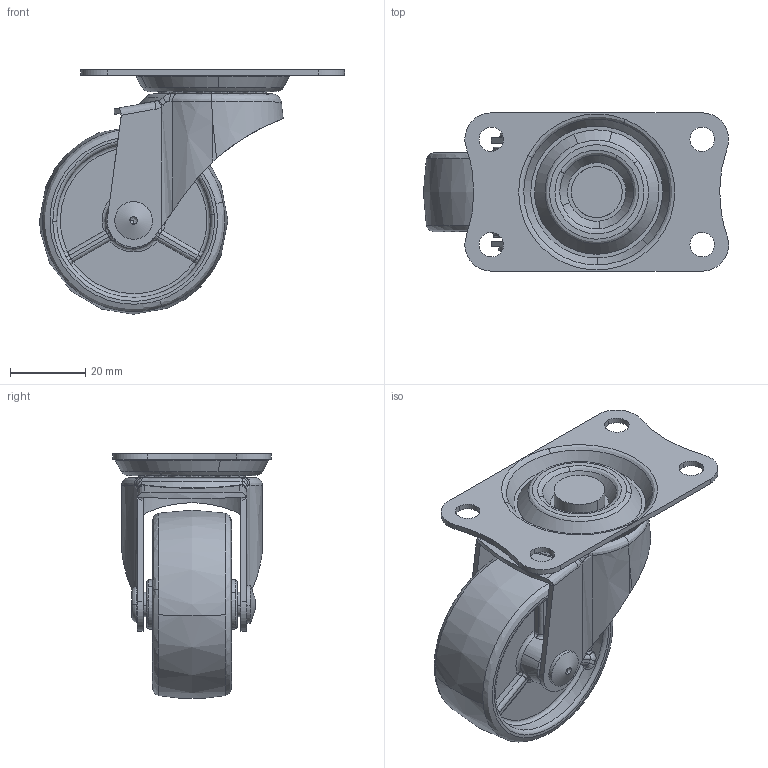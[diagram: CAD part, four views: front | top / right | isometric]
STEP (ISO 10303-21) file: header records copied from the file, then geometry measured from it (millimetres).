
FILE_DESCRIPTION((''),'2;1');
FILE_NAME('','2005-12-16T10:23:33',(''),(''),'','CADfix','');
FILE_SCHEMA(('AUTOMOTIVE_DESIGN'));
Length unit declared in the file: millimetre
Products named in the file (6): body; wheel; mounting plate; main shaft; axle; 320E_N50_2101_36
Assembly tree (5 placements, depth 2):
  320E_N50_2101_36
    body
    wheel
    mounting plate
    main shaft
    axle
Bounding box: 80.99 x 42 x 64.91 mm (x, y, z)
Volume: 42120.4 mm3; surface area: 25441.7 mm2
Topology: 5 solids, 5 shells, 326 faces, 947 edges, 660 vertices
Faces by surface type: bspline 326
Entity records: 18869 total; most frequent: CARTESIAN_POINT 13656, ORIENTED_EDGE 1886, EDGE_CURVE 943, VERTEX_POINT 660, EDGE_LOOP 377, FACE_OUTER_BOUND 326, ADVANCED_FACE 326, B_SPLINE_CURVE_WITH_KNOTS 204
